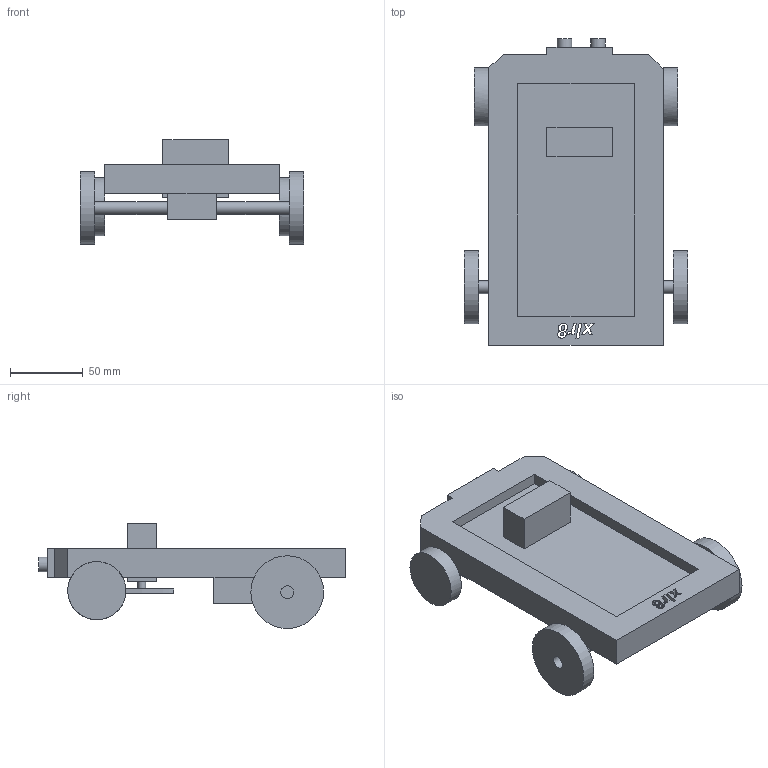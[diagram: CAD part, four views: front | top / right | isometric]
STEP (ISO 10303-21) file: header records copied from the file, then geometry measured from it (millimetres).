
FILE_DESCRIPTION(/* description */ (''),/* implementation_level */ '2;1');
FILE_NAME(/* name */ 'Protoype1Teamxlr8 v1.step',/* time_stamp */ '2024-06-26T17:26:44+05:30',/* author */ (''),/* organization */ (''),/* preprocessor_version */ 'ST-DEVELOPER v20',/* originating_system */ 'Autodesk Translation Framework v13.14.0.145',/* authorisation */ '');
FILE_SCHEMA (('AUTOMOTIVE_DESIGN { 1 0 10303 214 3 1 1 }'));
Length unit declared in the file: millimetre
Products named in the file (1): Protoype1Teamxlr8
Bounding box: 154 x 211 x 72.19 mm (x, y, z)
Volume: 440084.6 mm3; surface area: 105674.5 mm2
Topology: 5 solids, 5 shells, 141 faces, 362 edges, 240 vertices
Faces by surface type: plane 89, bspline 41, cylinder 11
Full cylindrical faces by diameter (mm): 5.38 x1, 8.773 x4, 10 x2, 40 x2, 50 x2
Entity records: 4800 total; most frequent: CARTESIAN_POINT 1503, ORIENTED_EDGE 724, DIRECTION 516, EDGE_CURVE 362, LINE 254, VECTOR 254, VERTEX_POINT 240, EDGE_LOOP 168
